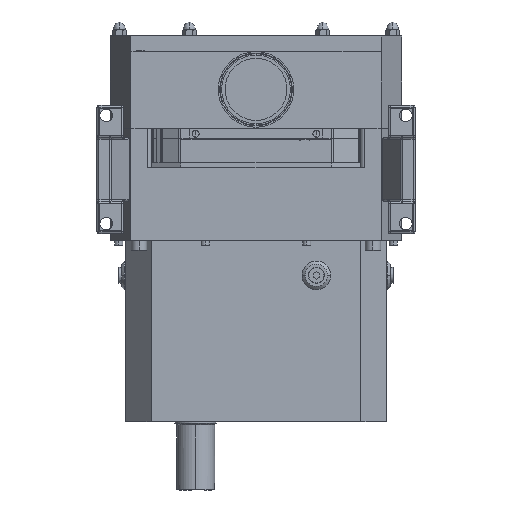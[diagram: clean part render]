
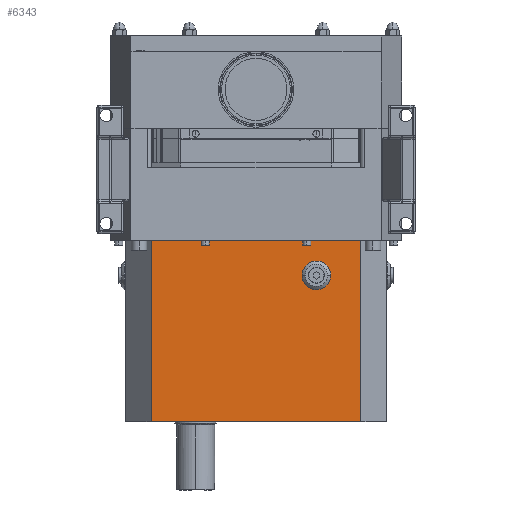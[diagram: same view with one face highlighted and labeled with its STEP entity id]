
A CAD part, front view. The second image highlights one B-rep face of the part: STEP entity #6343.
In plain terms, the highlighted planar face has unit normal (0, -1, 0).
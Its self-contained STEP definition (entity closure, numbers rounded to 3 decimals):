
#1183 = DIRECTION ( 'NONE',  ( 0., -1., 0. ) ) ;
#1421 = CARTESIAN_POINT ( 'NONE',  ( -164.88, -122.496, -522.496 ) ) ;
#1773 = VECTOR ( 'NONE', #21269, 1000. ) ;
#1971 = DIRECTION ( 'NONE',  ( 0., 0., -1. ) ) ;
#2199 = VERTEX_POINT ( 'NONE', #31837 ) ;
#2669 = VERTEX_POINT ( 'NONE', #1421 ) ;
#3095 = CIRCLE ( 'NONE', #13745, 22.5 ) ;
#3544 = DIRECTION ( 'NONE',  ( 0., 0., 1. ) ) ;
#4337 = VECTOR ( 'NONE', #14937, 1000. ) ;
#4584 = CARTESIAN_POINT ( 'NONE',  ( 95.001, -122.496, -314.996 ) ) ;
#5678 = PLANE ( 'NONE',  #22939 ) ;
#5834 = VECTOR ( 'NONE', #31480, 1000. ) ;
#6156 = EDGE_LOOP ( 'NONE', ( #25046, #18837, #9677, #31859 ) ) ;
#6343 = ADVANCED_FACE ( 'NONE', ( #23783, #13167 ), #5678, .T. ) ;
#6376 = LINE ( 'NONE', #23828, #5834 ) ;
#6591 = DIRECTION ( 'NONE',  ( 0., 0., 1. ) ) ;
#6978 = CARTESIAN_POINT ( 'NONE',  ( -164.88, -122.496, -239.496 ) ) ;
#7762 = EDGE_CURVE ( 'NONE', #14213, #2199, #23591, .T. ) ;
#8526 = CARTESIAN_POINT ( 'NONE',  ( -164.88, -122.496, -239.496 ) ) ;
#8550 = CARTESIAN_POINT ( 'NONE',  ( 95.001, -122.496, -292.496 ) ) ;
#9677 = ORIENTED_EDGE ( 'NONE', *, *, #7762, .T. ) ;
#13167 = FACE_BOUND ( 'NONE', #13723, .T. ) ;
#13723 = EDGE_LOOP ( 'NONE', ( #18724, #16690 ) ) ;
#13745 = AXIS2_PLACEMENT_3D ( 'NONE', #8550, #1183, #3544 ) ;
#14200 = EDGE_CURVE ( 'NONE', #14213, #17879, #6376, .T. ) ;
#14213 = VERTEX_POINT ( 'NONE', #21654 ) ;
#14247 = CARTESIAN_POINT ( 'NONE',  ( 95.001, -122.496, -292.496 ) ) ;
#14937 = DIRECTION ( 'NONE',  ( -1., 0., 0. ) ) ;
#15919 = CARTESIAN_POINT ( 'NONE',  ( 164.882, -122.496, -522.496 ) ) ;
#16690 = ORIENTED_EDGE ( 'NONE', *, *, #27314, .F. ) ;
#17193 = CIRCLE ( 'NONE', #25667, 22.5 ) ;
#17879 = VERTEX_POINT ( 'NONE', #15919 ) ;
#18724 = ORIENTED_EDGE ( 'NONE', *, *, #22584, .F. ) ;
#18788 = DIRECTION ( 'NONE',  ( 0., -1., 0. ) ) ;
#18837 = ORIENTED_EDGE ( 'NONE', *, *, #14200, .F. ) ;
#19231 = VERTEX_POINT ( 'NONE', #4584 ) ;
#20553 = EDGE_CURVE ( 'NONE', #17879, #2669, #25032, .T. ) ;
#21269 = DIRECTION ( 'NONE',  ( -1., 0., 0. ) ) ;
#21654 = CARTESIAN_POINT ( 'NONE',  ( 164.882, -122.496, -237.496 ) ) ;
#22584 = EDGE_CURVE ( 'NONE', #22776, #19231, #17193, .T. ) ;
#22776 = VERTEX_POINT ( 'NONE', #26579 ) ;
#22912 = EDGE_CURVE ( 'NONE', #2199, #2669, #32556, .T. ) ;
#22939 = AXIS2_PLACEMENT_3D ( 'NONE', #8526, #18788, #23283 ) ;
#23283 = DIRECTION ( 'NONE',  ( 1., 0., 0. ) ) ;
#23421 = CARTESIAN_POINT ( 'NONE',  ( 164.882, -122.496, -237.496 ) ) ;
#23591 = LINE ( 'NONE', #23421, #1773 ) ;
#23783 = FACE_OUTER_BOUND ( 'NONE', #6156, .T. ) ;
#23828 = CARTESIAN_POINT ( 'NONE',  ( 164.882, -122.496, -239.496 ) ) ;
#25032 = LINE ( 'NONE', #25362, #4337 ) ;
#25046 = ORIENTED_EDGE ( 'NONE', *, *, #20553, .F. ) ;
#25362 = CARTESIAN_POINT ( 'NONE',  ( -164.88, -122.496, -522.496 ) ) ;
#25667 = AXIS2_PLACEMENT_3D ( 'NONE', #14247, #32174, #6591 ) ;
#26579 = CARTESIAN_POINT ( 'NONE',  ( 95.001, -122.496, -269.996 ) ) ;
#27314 = EDGE_CURVE ( 'NONE', #19231, #22776, #3095, .T. ) ;
#28361 = VECTOR ( 'NONE', #1971, 1000. ) ;
#31480 = DIRECTION ( 'NONE',  ( 0., 0., -1. ) ) ;
#31837 = CARTESIAN_POINT ( 'NONE',  ( -164.88, -122.496, -237.496 ) ) ;
#31859 = ORIENTED_EDGE ( 'NONE', *, *, #22912, .T. ) ;
#32174 = DIRECTION ( 'NONE',  ( 0., -1., 0. ) ) ;
#32556 = LINE ( 'NONE', #6978, #28361 ) ;
